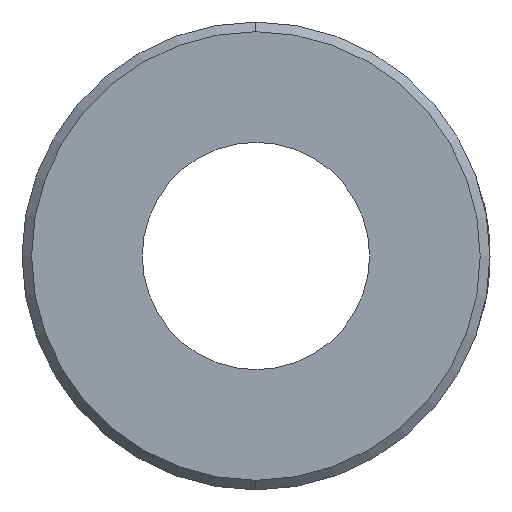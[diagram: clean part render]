
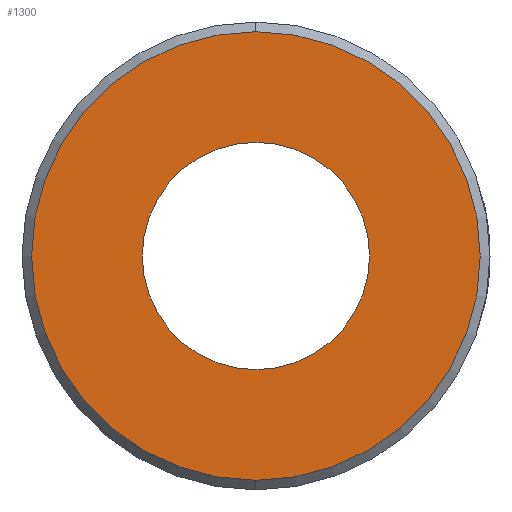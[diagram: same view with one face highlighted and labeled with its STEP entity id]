
A CAD part, front view. The second image highlights one B-rep face of the part: STEP entity #1300.
In plain terms, the highlighted planar face has unit normal (0, -1, 0).
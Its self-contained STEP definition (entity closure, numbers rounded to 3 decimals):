
#10 = CARTESIAN_POINT ( 'NONE',  ( 0., -6.7, -18.745 ) ) ;
#31 = ORIENTED_EDGE ( 'NONE', *, *, #1728, .T. ) ;
#103 = CIRCLE ( 'NONE', #1497, 9.5 ) ;
#130 = VERTEX_POINT ( 'NONE', #2130 ) ;
#211 = AXIS2_PLACEMENT_3D ( 'NONE', #1230, #1982, #1363 ) ;
#216 = FACE_OUTER_BOUND ( 'NONE', #1548, .T. ) ;
#218 = DIRECTION ( 'NONE',  ( 0., -1., 0. ) ) ;
#372 = AXIS2_PLACEMENT_3D ( 'NONE', #800, #2354, #651 ) ;
#433 = DIRECTION ( 'NONE',  ( 0., 0., 1. ) ) ;
#440 = ORIENTED_EDGE ( 'NONE', *, *, #1951, .T. ) ;
#536 = DIRECTION ( 'NONE',  ( 0., 0., 1. ) ) ;
#607 = CARTESIAN_POINT ( 'NONE',  ( 0., -6.7, 0. ) ) ;
#635 = VERTEX_POINT ( 'NONE', #1043 ) ;
#651 = DIRECTION ( 'NONE',  ( 0., 0., 1. ) ) ;
#652 = CIRCLE ( 'NONE', #211, 18.745 ) ;
#795 = EDGE_LOOP ( 'NONE', ( #1955, #980 ) ) ;
#800 = CARTESIAN_POINT ( 'NONE',  ( 0., -6.7, 0. ) ) ;
#833 = VERTEX_POINT ( 'NONE', #1711 ) ;
#842 = CARTESIAN_POINT ( 'NONE',  ( 0., -6.7, 0. ) ) ;
#939 = CARTESIAN_POINT ( 'NONE',  ( 0., -6.7, 0. ) ) ;
#980 = ORIENTED_EDGE ( 'NONE', *, *, #1700, .T. ) ;
#1043 = CARTESIAN_POINT ( 'NONE',  ( 0., -6.7, 9.5 ) ) ;
#1057 = CIRCLE ( 'NONE', #1177, 18.745 ) ;
#1114 = DIRECTION ( 'NONE',  ( 0., 1., 0. ) ) ;
#1177 = AXIS2_PLACEMENT_3D ( 'NONE', #607, #218, #2134 ) ;
#1230 = CARTESIAN_POINT ( 'NONE',  ( 0., -6.7, 0. ) ) ;
#1274 = VERTEX_POINT ( 'NONE', #10 ) ;
#1290 = CIRCLE ( 'NONE', #372, 9.5 ) ;
#1300 = ADVANCED_FACE ( 'NONE', ( #216, #1717 ), #1730, .F. ) ;
#1363 = DIRECTION ( 'NONE',  ( 0., 0., 1. ) ) ;
#1380 = DIRECTION ( 'NONE',  ( 0., 1., 0. ) ) ;
#1497 = AXIS2_PLACEMENT_3D ( 'NONE', #939, #1114, #536 ) ;
#1548 = EDGE_LOOP ( 'NONE', ( #31, #440 ) ) ;
#1700 = EDGE_CURVE ( 'NONE', #833, #635, #1290, .T. ) ;
#1711 = CARTESIAN_POINT ( 'NONE',  ( 0., -6.7, -9.5 ) ) ;
#1717 = FACE_BOUND ( 'NONE', #795, .T. ) ;
#1728 = EDGE_CURVE ( 'NONE', #130, #1274, #652, .T. ) ;
#1730 = PLANE ( 'NONE',  #2238 ) ;
#1758 = EDGE_CURVE ( 'NONE', #635, #833, #103, .T. ) ;
#1951 = EDGE_CURVE ( 'NONE', #1274, #130, #1057, .T. ) ;
#1955 = ORIENTED_EDGE ( 'NONE', *, *, #1758, .T. ) ;
#1982 = DIRECTION ( 'NONE',  ( 0., -1., 0. ) ) ;
#2130 = CARTESIAN_POINT ( 'NONE',  ( 0., -6.7, 18.745 ) ) ;
#2134 = DIRECTION ( 'NONE',  ( 0., 0., 1. ) ) ;
#2238 = AXIS2_PLACEMENT_3D ( 'NONE', #842, #1380, #433 ) ;
#2354 = DIRECTION ( 'NONE',  ( 0., 1., 0. ) ) ;
